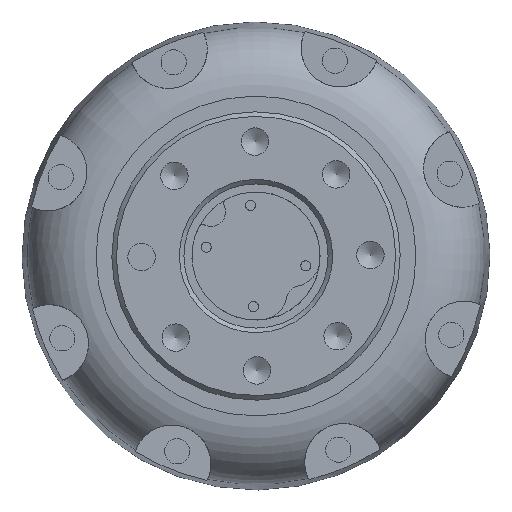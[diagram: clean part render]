
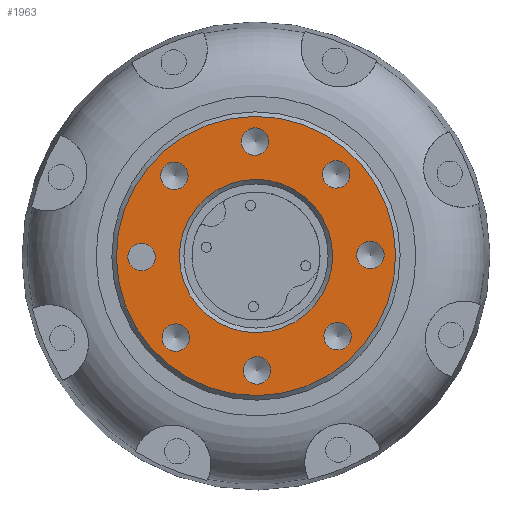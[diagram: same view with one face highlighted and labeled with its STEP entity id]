
A CAD part, left-side view. The second image highlights one B-rep face of the part: STEP entity #1963.
In plain terms, the highlighted planar face has unit normal (-1, 0, 0).
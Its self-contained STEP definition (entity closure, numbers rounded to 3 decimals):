
#1836=CARTESIAN_POINT('',(274.,-369.501,339.734));
#1837=VERTEX_POINT('',#1836);
#1844=CARTESIAN_POINT('',(274.,-400.,340.));
#1845=DIRECTION('',(1.,0.,0.));
#1846=DIRECTION('',(-0.,1.,-0.009));
#1847=AXIS2_PLACEMENT_3D('',#1844,#1845,#1846);
#1848=CIRCLE('',#1847,30.5);
#1849=EDGE_CURVE('',#1837,#1837,#1848,.T.);
#1856=CARTESIAN_POINT('',(274.,-399.734,370.499));
#1857=DIRECTION('',(-1.,-0.,-0.));
#1858=DIRECTION('',(0.,-1.,0.009));
#1859=AXIS2_PLACEMENT_3D('',#1856,#1857,#1858);
#1860=PLANE('',#1859);
#1861=CARTESIAN_POINT('',(274.,-372.001,339.756));
#1862=VERTEX_POINT('',#1861);
#1863=CARTESIAN_POINT('',(274.,-375.001,339.782));
#1864=DIRECTION('',(1.,0.,0.));
#1865=DIRECTION('',(-0.,1.,-0.009));
#1866=AXIS2_PLACEMENT_3D('',#1863,#1864,#1865);
#1867=CIRCLE('',#1866,3.);
#1868=EDGE_CURVE('',#1862,#1862,#1867,.T.);
#1869=ORIENTED_EDGE('',*,*,#1868,.T.);
#1870=EDGE_LOOP('',(#1869));
#1871=FACE_BOUND('',#1870,.T.);
#1872=CARTESIAN_POINT('',(274.,-379.477,322.143));
#1873=VERTEX_POINT('',#1872);
#1874=CARTESIAN_POINT('',(274.,-382.477,322.169));
#1875=DIRECTION('',(1.,0.,0.));
#1876=DIRECTION('',(-0.,1.,-0.009));
#1877=AXIS2_PLACEMENT_3D('',#1874,#1875,#1876);
#1878=CIRCLE('',#1877,3.);
#1879=EDGE_CURVE('',#1873,#1873,#1878,.T.);
#1880=ORIENTED_EDGE('',*,*,#1879,.T.);
#1881=EDGE_LOOP('',(#1880));
#1882=FACE_BOUND('',#1881,.T.);
#1883=CARTESIAN_POINT('',(274.,-397.218,314.975));
#1884=VERTEX_POINT('',#1883);
#1885=CARTESIAN_POINT('',(274.,-400.218,315.001));
#1886=DIRECTION('',(1.,0.,0.));
#1887=DIRECTION('',(-0.,1.,-0.009));
#1888=AXIS2_PLACEMENT_3D('',#1885,#1886,#1887);
#1889=CIRCLE('',#1888,3.);
#1890=EDGE_CURVE('',#1884,#1884,#1889,.T.);
#1891=ORIENTED_EDGE('',*,*,#1890,.T.);
#1892=EDGE_LOOP('',(#1891));
#1893=FACE_BOUND('',#1892,.T.);
#1894=CARTESIAN_POINT('',(274.,-414.831,322.451));
#1895=VERTEX_POINT('',#1894);
#1896=CARTESIAN_POINT('',(274.,-417.831,322.477));
#1897=DIRECTION('',(1.,0.,0.));
#1898=DIRECTION('',(-0.,1.,-0.009));
#1899=AXIS2_PLACEMENT_3D('',#1896,#1897,#1898);
#1900=CIRCLE('',#1899,3.);
#1901=EDGE_CURVE('',#1895,#1895,#1900,.T.);
#1902=ORIENTED_EDGE('',*,*,#1901,.T.);
#1903=EDGE_LOOP('',(#1902));
#1904=FACE_BOUND('',#1903,.T.);
#1905=CARTESIAN_POINT('',(274.,-421.999,340.192));
#1906=VERTEX_POINT('',#1905);
#1907=CARTESIAN_POINT('',(274.,-424.999,340.218));
#1908=DIRECTION('',(1.,0.,0.));
#1909=DIRECTION('',(-0.,1.,-0.009));
#1910=AXIS2_PLACEMENT_3D('',#1907,#1908,#1909);
#1911=CIRCLE('',#1910,3.);
#1912=EDGE_CURVE('',#1906,#1906,#1911,.T.);
#1913=ORIENTED_EDGE('',*,*,#1912,.T.);
#1914=EDGE_LOOP('',(#1913));
#1915=FACE_BOUND('',#1914,.T.);
#1916=CARTESIAN_POINT('',(274.,-414.523,357.805));
#1917=VERTEX_POINT('',#1916);
#1918=CARTESIAN_POINT('',(274.,-417.523,357.831));
#1919=DIRECTION('',(1.,0.,0.));
#1920=DIRECTION('',(-0.,1.,-0.009));
#1921=AXIS2_PLACEMENT_3D('',#1918,#1919,#1920);
#1922=CIRCLE('',#1921,3.);
#1923=EDGE_CURVE('',#1917,#1917,#1922,.T.);
#1924=ORIENTED_EDGE('',*,*,#1923,.T.);
#1925=EDGE_LOOP('',(#1924));
#1926=FACE_BOUND('',#1925,.T.);
#1927=CARTESIAN_POINT('',(274.,-396.782,364.973));
#1928=VERTEX_POINT('',#1927);
#1929=CARTESIAN_POINT('',(274.,-399.782,364.999));
#1930=DIRECTION('',(1.,0.,0.));
#1931=DIRECTION('',(-0.,1.,-0.009));
#1932=AXIS2_PLACEMENT_3D('',#1929,#1930,#1931);
#1933=CIRCLE('',#1932,3.);
#1934=EDGE_CURVE('',#1928,#1928,#1933,.T.);
#1935=ORIENTED_EDGE('',*,*,#1934,.T.);
#1936=EDGE_LOOP('',(#1935));
#1937=FACE_BOUND('',#1936,.T.);
#1938=CARTESIAN_POINT('',(274.,-379.169,357.497));
#1939=VERTEX_POINT('',#1938);
#1940=CARTESIAN_POINT('',(274.,-382.169,357.523));
#1941=DIRECTION('',(1.,0.,0.));
#1942=DIRECTION('',(-0.,1.,-0.009));
#1943=AXIS2_PLACEMENT_3D('',#1940,#1941,#1942);
#1944=CIRCLE('',#1943,3.);
#1945=EDGE_CURVE('',#1939,#1939,#1944,.T.);
#1946=ORIENTED_EDGE('',*,*,#1945,.T.);
#1947=EDGE_LOOP('',(#1946));
#1948=FACE_BOUND('',#1947,.T.);
#1949=CARTESIAN_POINT('',(274.,-416.749,340.146));
#1950=VERTEX_POINT('',#1949);
#1951=CARTESIAN_POINT('',(274.,-400.,340.));
#1952=DIRECTION('',(1.,0.,0.));
#1953=DIRECTION('',(0.,-1.,0.009));
#1954=AXIS2_PLACEMENT_3D('',#1951,#1952,#1953);
#1955=CIRCLE('',#1954,16.75);
#1956=EDGE_CURVE('',#1950,#1950,#1955,.T.);
#1957=ORIENTED_EDGE('',*,*,#1956,.T.);
#1958=EDGE_LOOP('',(#1957));
#1959=FACE_BOUND('',#1958,.T.);
#1960=ORIENTED_EDGE('',*,*,#1849,.F.);
#1961=EDGE_LOOP('',(#1960));
#1962=FACE_BOUND('',#1961,.T.);
#1963=ADVANCED_FACE('',(#1871,#1882,#1893,#1904,#1915,#1926,#1937,#1948,#1959,#1962),#1860,.T.);
